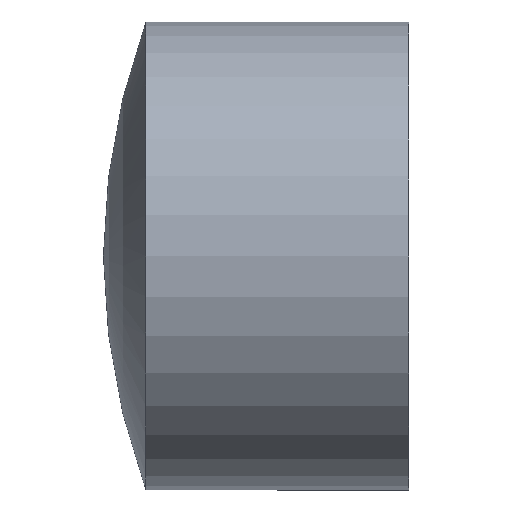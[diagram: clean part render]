
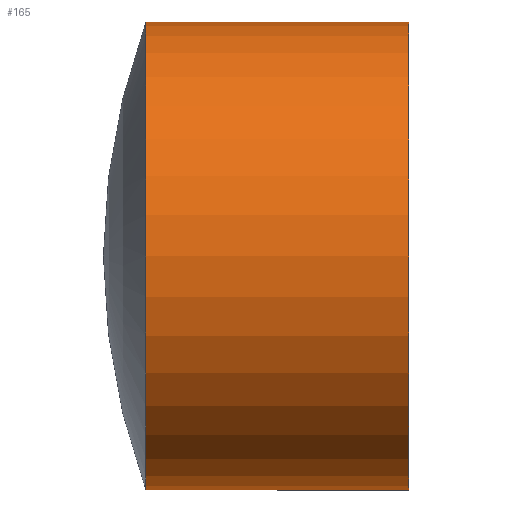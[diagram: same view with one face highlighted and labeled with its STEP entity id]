
A CAD part, left-side view. The second image highlights one B-rep face of the part: STEP entity #165.
In plain terms, the highlighted cylindrical face has radius 140 mm (diameter 280 mm), a partial arc.
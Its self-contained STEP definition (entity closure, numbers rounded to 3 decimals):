
#4 = CIRCLE ( 'NONE', #269, 140. ) ;
#31 = CARTESIAN_POINT ( 'NONE',  ( 0., 0., -140. ) ) ;
#33 = DIRECTION ( 'NONE',  ( 0., 0., -1. ) ) ;
#35 = CARTESIAN_POINT ( 'NONE',  ( 0., 0., 140. ) ) ;
#36 = DIRECTION ( 'NONE',  ( 0., 0., -1. ) ) ;
#38 = DIRECTION ( 'NONE',  ( 0., -1., 0. ) ) ;
#39 = CARTESIAN_POINT ( 'NONE',  ( 0., 0., 0. ) ) ;
#42 = CYLINDRICAL_SURFACE ( 'NONE', #116, 140. ) ;
#43 = FACE_OUTER_BOUND ( 'NONE', #86, .T. ) ;
#44 = DIRECTION ( 'NONE',  ( 0., -1., 0. ) ) ;
#46 = CARTESIAN_POINT ( 'NONE',  ( 0., 0., 140. ) ) ;
#50 = LINE ( 'NONE', #46, #127 ) ;
#54 = CARTESIAN_POINT ( 'NONE',  ( 0., 157.192, -140. ) ) ;
#55 = CARTESIAN_POINT ( 'NONE',  ( 0., 157.192, 140. ) ) ;
#62 = EDGE_CURVE ( 'NONE', #109, #174, #76, .T. ) ;
#72 = DIRECTION ( 'NONE',  ( 0., -1., 0. ) ) ;
#75 = CARTESIAN_POINT ( 'NONE',  ( 0., 0., -140. ) ) ;
#76 = LINE ( 'NONE', #75, #163 ) ;
#86 = EDGE_LOOP ( 'NONE', ( #125, #113, #121, #120 ) ) ;
#105 = VERTEX_POINT ( 'NONE', #55 ) ;
#109 = VERTEX_POINT ( 'NONE', #54 ) ;
#113 = ORIENTED_EDGE ( 'NONE', *, *, #208, .T. ) ;
#116 = AXIS2_PLACEMENT_3D ( 'NONE', #39, #38, #36 ) ;
#120 = ORIENTED_EDGE ( 'NONE', *, *, #206, .F. ) ;
#121 = ORIENTED_EDGE ( 'NONE', *, *, #62, .T. ) ;
#125 = ORIENTED_EDGE ( 'NONE', *, *, #151, .F. ) ;
#127 = VECTOR ( 'NONE', #44, 1000. ) ;
#151 = EDGE_CURVE ( 'NONE', #105, #171, #50, .T. ) ;
#160 = DIRECTION ( 'NONE',  ( 0., -1., 0. ) ) ;
#163 = VECTOR ( 'NONE', #72, 1000. ) ;
#165 = ADVANCED_FACE ( 'NONE', ( #43 ), #42, .T. ) ;
#171 = VERTEX_POINT ( 'NONE', #35 ) ;
#174 = VERTEX_POINT ( 'NONE', #31 ) ;
#206 = EDGE_CURVE ( 'NONE', #171, #174, #4, .T. ) ;
#208 = EDGE_CURVE ( 'NONE', #105, #109, #243, .T. ) ;
#221 = AXIS2_PLACEMENT_3D ( 'NONE', #236, #277, #293 ) ;
#236 = CARTESIAN_POINT ( 'NONE',  ( 0., 157.192, 0. ) ) ;
#243 = CIRCLE ( 'NONE', #221, 140. ) ;
#260 = CARTESIAN_POINT ( 'NONE',  ( 0., 0., 0. ) ) ;
#269 = AXIS2_PLACEMENT_3D ( 'NONE', #260, #160, #33 ) ;
#277 = DIRECTION ( 'NONE',  ( 0., -1., 0. ) ) ;
#293 = DIRECTION ( 'NONE',  ( 0., 0., -1. ) ) ;
